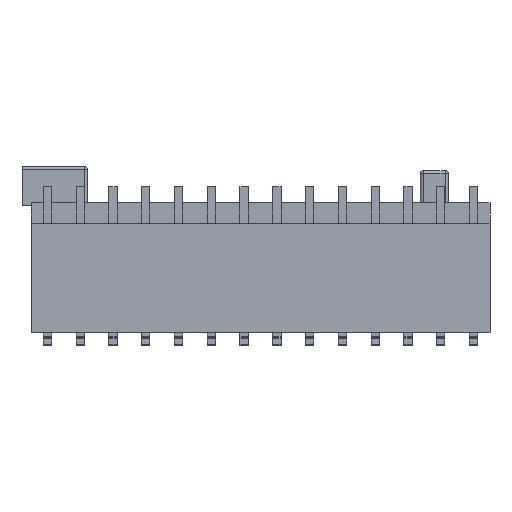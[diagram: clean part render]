
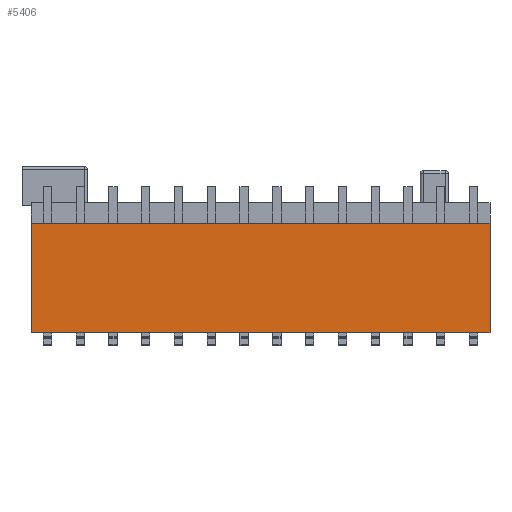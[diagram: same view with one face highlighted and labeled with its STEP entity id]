
A CAD part, front view. The second image highlights one B-rep face of the part: STEP entity #5406.
In plain terms, the highlighted planar face has unit normal (0, -1, 0).
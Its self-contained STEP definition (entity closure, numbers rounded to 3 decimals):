
#1936 = VERTEX_POINT('',#1937);
#1937 = CARTESIAN_POINT('',(-1.28,-3.84,9.5));
#1953 = VERTEX_POINT('',#1954);
#1954 = CARTESIAN_POINT('',(-1.28,-3.84,1.));
#1960 = EDGE_CURVE('',#1953,#1936,#1961,.T.);
#1961 = LINE('',#1962,#1963);
#1962 = CARTESIAN_POINT('',(-1.28,-3.84,1.));
#1963 = VECTOR('',#1964,1.);
#1964 = DIRECTION('',(0.,0.,1.));
#2628 = VERTEX_POINT('',#2629);
#2629 = CARTESIAN_POINT('',(34.28,-3.84,9.5));
#2645 = VERTEX_POINT('',#2646);
#2646 = CARTESIAN_POINT('',(34.28,-3.84,1.));
#2652 = EDGE_CURVE('',#2645,#2628,#2653,.T.);
#2653 = LINE('',#2654,#2655);
#2654 = CARTESIAN_POINT('',(34.28,-3.84,1.));
#2655 = VECTOR('',#2656,1.);
#2656 = DIRECTION('',(0.,0.,1.));
#2699 = EDGE_CURVE('',#1936,#2628,#2700,.T.);
#2700 = LINE('',#2701,#2702);
#2701 = CARTESIAN_POINT('',(-1.28,-3.84,9.5));
#2702 = VECTOR('',#2703,1.);
#2703 = DIRECTION('',(1.,0.,0.));
#5406 = ADVANCED_FACE('',(#5407),#5418,.T.);
#5407 = FACE_BOUND('',#5408,.T.);
#5408 = EDGE_LOOP('',(#5409,#5415,#5416,#5417));
#5409 = ORIENTED_EDGE('',*,*,#5410,.T.);
#5410 = EDGE_CURVE('',#1953,#2645,#5411,.T.);
#5411 = LINE('',#5412,#5413);
#5412 = CARTESIAN_POINT('',(-1.28,-3.84,1.));
#5413 = VECTOR('',#5414,1.);
#5414 = DIRECTION('',(1.,0.,0.));
#5415 = ORIENTED_EDGE('',*,*,#2652,.T.);
#5416 = ORIENTED_EDGE('',*,*,#2699,.F.);
#5417 = ORIENTED_EDGE('',*,*,#1960,.F.);
#5418 = PLANE('',#5419);
#5419 = AXIS2_PLACEMENT_3D('',#5420,#5421,#5422);
#5420 = CARTESIAN_POINT('',(-1.28,-3.84,1.));
#5421 = DIRECTION('',(0.,-1.,0.));
#5422 = DIRECTION('',(0.,0.,1.));
